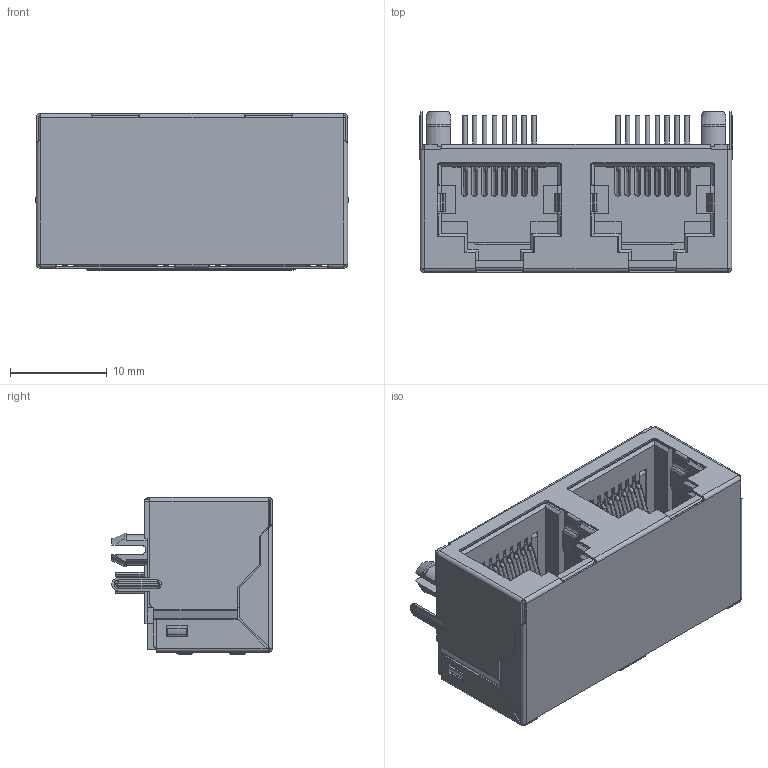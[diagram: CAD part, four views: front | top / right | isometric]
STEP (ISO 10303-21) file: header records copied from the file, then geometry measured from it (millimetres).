
FILE_DESCRIPTION((''),'2;1');
FILE_NAME('56_ASM','2020-07-27T19:45:26',('Administrator'),(''),'CREO PARAMETRIC BY PTC INC, 2018400','CREO PARAMETRIC BY PTC INC, 2018400','');
FILE_SCHEMA(('CONFIG_CONTROL_DESIGN'));
Length unit declared in the file: millimetre
Products named in the file (13): 56_1X200_1-15664; 56_1X200_1-28696_1; 56_1X200_1-28696_2; 56_1X200_1-28696_3; 56_1X200_1-28696_4; 56_1X200_1-28696_5; 56_1X200_1-28696_6; 56_1X200_1-28696_7; 56_1X200_1-28696_8; 56_1X200_1-28696_9; 56_1X200_1-28696_ASM; 56_1X200_1-42267; 56_ASM
Assembly tree (13 placements, depth 3):
  56_ASM
    56_1X200_1-15664
    56_1X200_1-28696_ASM  x2
      56_1X200_1-28696_1
      56_1X200_1-28696_2
      56_1X200_1-28696_3
      56_1X200_1-28696_4
      56_1X200_1-28696_5
      56_1X200_1-28696_6
      56_1X200_1-28696_7
      56_1X200_1-28696_8
      56_1X200_1-28696_9
    56_1X200_1-42267
Bounding box: 32.4 x 16.61 x 16.25 mm (x, y, z)
Volume: 3532.4 mm3; surface area: 9525 mm2
Topology: 20 solids, 20 shells, 1641 faces, 4621 edges, 2968 vertices
Faces by surface type: plane 1078, cylinder 419, torus 112, bspline 26, cone 4, sphere 2
Entity records: 42767 total; most frequent: CARTESIAN_POINT 9260, ORIENTED_EDGE 7134, DIRECTION 6839, EDGE_CURVE 3567, VECTOR 2607, LINE 2607, VERTEX_POINT 2278, AXIS2_PLACEMENT_3D 2116
